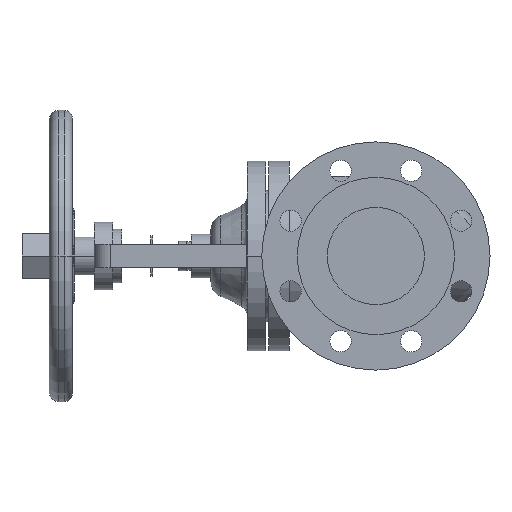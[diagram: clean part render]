
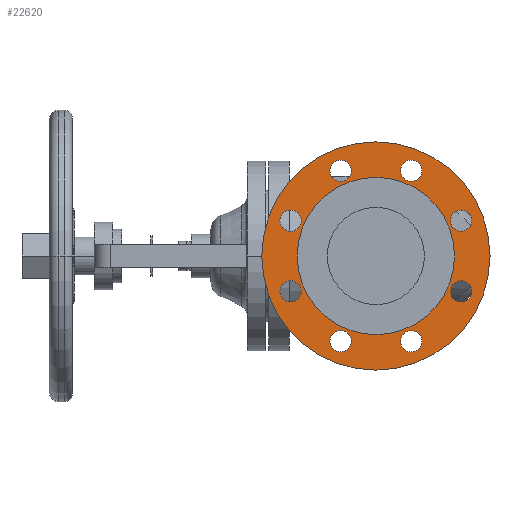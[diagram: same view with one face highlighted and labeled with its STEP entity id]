
A CAD part, left-side view. The second image highlights one B-rep face of the part: STEP entity #22620.
In plain terms, the highlighted planar face has unit normal (-1, 0, 0).
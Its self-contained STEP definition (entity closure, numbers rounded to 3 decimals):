
#11060=CARTESIAN_POINT('',(4.4,0.,-117.5));
#11070=VERTEX_POINT('',#11060);
#11100=CARTESIAN_POINT('',(4.4,0.,0.));
#11110=DIRECTION('',(1.,0.,0.));
#11120=DIRECTION('',(0.,0.,-1.));
#11130=AXIS2_PLACEMENT_3D('',#11100,#11110,#11120);
#11140=CIRCLE('',#11130,117.5);
#11150=CARTESIAN_POINT('',(4.4,0.,117.5)
);
#11160=VERTEX_POINT('',#11150);
#11170=EDGE_CURVE('',#11160,#11070,#11140,.T.);
#11550=CARTESIAN_POINT('',(4.4,36.355,
-76.769));
#11560=VERTEX_POINT('',#11550);
#11720=CARTESIAN_POINT('',(4.4,36.355,
-98.769));
#11730=VERTEX_POINT('',#11720);
#11760=CARTESIAN_POINT('',(4.4,36.355,
-87.769));
#11770=DIRECTION('',(-1.,0.,0.));
#11780=DIRECTION('',(0.,0.,-1.));
#11790=AXIS2_PLACEMENT_3D('',#11760,#11770,#11780);
#11800=CIRCLE('',#11790,11.);
#11810=EDGE_CURVE('',#11560,#11730,#11800,.T.);
#12040=CARTESIAN_POINT('',(4.4,-36.355,
-98.769));
#12050=VERTEX_POINT('',#12040);
#12210=CARTESIAN_POINT('',(4.4,-36.355,
-76.769));
#12220=VERTEX_POINT('',#12210);
#12250=CARTESIAN_POINT('',(4.4,-36.355,
-87.769));
#12260=DIRECTION('',(-1.,0.,0.));
#12270=DIRECTION('',(0.,0.,-1.));
#12280=AXIS2_PLACEMENT_3D('',#12250,#12260,#12270);
#12290=CIRCLE('',#12280,11.);
#12300=EDGE_CURVE('',#12050,#12220,#12290,.T.);
#12530=CARTESIAN_POINT('',(4.4,87.769,
-47.355));
#12540=VERTEX_POINT('',#12530);
#12700=CARTESIAN_POINT('',(4.4,87.769,
-25.355));
#12710=VERTEX_POINT('',#12700);
#12740=CARTESIAN_POINT('',(4.4,87.769,
-36.355));
#12750=DIRECTION('',(-1.,0.,0.));
#12760=DIRECTION('',(0.,0.,-1.));
#12770=AXIS2_PLACEMENT_3D('',#12740,#12750,#12760);
#12780=CIRCLE('',#12770,11.);
#12790=EDGE_CURVE('',#12540,#12710,#12780,.T.);
#13020=CARTESIAN_POINT('',(4.4,-87.769,
-47.355));
#13030=VERTEX_POINT('',#13020);
#13060=CARTESIAN_POINT('',(4.4,-87.769,
-36.355));
#13070=DIRECTION('',(-1.,0.,0.));
#13080=DIRECTION('',(0.,0.,-1.));
#13090=AXIS2_PLACEMENT_3D('',#13060,#13070,#13080);
#13100=CIRCLE('',#13090,11.);
#13110=CARTESIAN_POINT('',(4.4,-87.769,
-25.355));
#13120=VERTEX_POINT('',#13110);
#13130=EDGE_CURVE('',#13120,#13030,#13100,.T.);
#13510=CARTESIAN_POINT('',(4.4,87.769,
47.355));
#13520=VERTEX_POINT('',#13510);
#13550=CARTESIAN_POINT('',(4.4,87.769,
36.355));
#13560=DIRECTION('',(-1.,0.,0.));
#13570=DIRECTION('',(0.,0.,-1.));
#13580=AXIS2_PLACEMENT_3D('',#13550,#13560,#13570);
#13590=CIRCLE('',#13580,11.);
#13600=CARTESIAN_POINT('',(4.4,87.769,
25.355));
#13610=VERTEX_POINT('',#13600);
#13620=EDGE_CURVE('',#13610,#13520,#13590,.T.);
#14000=CARTESIAN_POINT('',(4.4,-87.769,
47.355));
#14010=VERTEX_POINT('',#14000);
#14170=CARTESIAN_POINT('',(4.4,-87.769,
25.355));
#14180=VERTEX_POINT('',#14170);
#14210=CARTESIAN_POINT('',(4.4,-87.769,
36.355));
#14220=DIRECTION('',(-1.,0.,0.));
#14230=DIRECTION('',(0.,0.,-1.));
#14240=AXIS2_PLACEMENT_3D('',#14210,#14220,#14230);
#14250=CIRCLE('',#14240,11.);
#14260=EDGE_CURVE('',#14010,#14180,#14250,.T.);
#14490=CARTESIAN_POINT('',(4.4,36.355,
98.769));
#14500=VERTEX_POINT('',#14490);
#14530=CARTESIAN_POINT('',(4.4,36.355,
87.769));
#14540=DIRECTION('',(-1.,0.,0.));
#14550=DIRECTION('',(0.,0.,-1.));
#14560=AXIS2_PLACEMENT_3D('',#14530,#14540,#14550);
#14570=CIRCLE('',#14560,11.);
#14580=CARTESIAN_POINT('',(4.4,36.355,
76.769));
#14590=VERTEX_POINT('',#14580);
#14600=EDGE_CURVE('',#14590,#14500,#14570,.T.);
#14980=CARTESIAN_POINT('',(4.4,-36.355,
98.769));
#14990=VERTEX_POINT('',#14980);
#15150=CARTESIAN_POINT('',(4.4,-36.355,
76.769));
#15160=VERTEX_POINT('',#15150);
#15190=CARTESIAN_POINT('',(4.4,-36.355,
87.769));
#15200=DIRECTION('',(-1.,0.,0.));
#15210=DIRECTION('',(0.,0.,-1.));
#15220=AXIS2_PLACEMENT_3D('',#15190,#15200,#15210);
#15230=CIRCLE('',#15220,11.);
#15240=EDGE_CURVE('',#14990,#15160,#15230,.T.);
#15470=CARTESIAN_POINT('',(4.4,81.,0.));
#15480=VERTEX_POINT('',#15470);
#15510=CARTESIAN_POINT('',(4.4,0.,0.));
#15520=DIRECTION('',(-1.,0.,0.));
#15530=DIRECTION('',(0.,1.,0.));
#15540=AXIS2_PLACEMENT_3D('',#15510,#15520,#15530);
#15550=CIRCLE('',#15540,81.);
#15560=CARTESIAN_POINT('',(4.4,-81.,0.));
#15570=VERTEX_POINT('',#15560);
#15580=EDGE_CURVE('',#15570,#15480,#15550,.T.);
#22030=CARTESIAN_POINT('',(4.4,99.25,0.)
);
#22040=DIRECTION('',(1.,0.,0.));
#22050=DIRECTION('',(0.,-1.,0.));
#22060=AXIS2_PLACEMENT_3D('',#22030,#22040,#22050);
#22070=PLANE('',#22060);
#22080=EDGE_CURVE('',#15480,#15570,#15550,.T.);
#22090=ORIENTED_EDGE('',*,*,#22080,.F.);
#22100=ORIENTED_EDGE('',*,*,#15580,.F.);
#22110=EDGE_LOOP('',(#22100,#22090));
#22120=FACE_BOUND('',#22110,.T.);
#22130=CARTESIAN_POINT('',(4.4,117.5,0.)
);
#22140=VERTEX_POINT('',#22130);
#22150=EDGE_CURVE('',#22140,#11160,#11140,.T.);
#22160=ORIENTED_EDGE('',*,*,#22150,.F.);
#22170=ORIENTED_EDGE('',*,*,#11170,.F.);
#22180=EDGE_CURVE('',#11070,#22140,#11140,.T.);
#22190=ORIENTED_EDGE('',*,*,#22180,.F.);
#22200=EDGE_LOOP('',(#22190,#22170,#22160));
#22210=FACE_OUTER_BOUND('',#22200,.T.);
#22220=EDGE_CURVE('',#11730,#11560,#11800,.T.);
#22230=ORIENTED_EDGE('',*,*,#22220,.F.);
#22240=ORIENTED_EDGE('',*,*,#11810,.F.);
#22250=EDGE_LOOP('',(#22240,#22230));
#22260=FACE_BOUND('',#22250,.T.);
#22270=EDGE_CURVE('',#12220,#12050,#12290,.T.);
#22280=ORIENTED_EDGE('',*,*,#22270,.F.);
#22290=ORIENTED_EDGE('',*,*,#12300,.F.);
#22300=EDGE_LOOP('',(#22290,#22280));
#22310=FACE_BOUND('',#22300,.T.);
#22320=EDGE_CURVE('',#12710,#12540,#12780,.T.);
#22330=ORIENTED_EDGE('',*,*,#22320,.F.);
#22340=ORIENTED_EDGE('',*,*,#12790,.F.);
#22350=EDGE_LOOP('',(#22340,#22330));
#22360=FACE_BOUND('',#22350,.T.);
#22370=EDGE_CURVE('',#13030,#13120,#13100,.T.);
#22380=ORIENTED_EDGE('',*,*,#22370,.F.);
#22390=ORIENTED_EDGE('',*,*,#13130,.F.);
#22400=EDGE_LOOP('',(#22390,#22380));
#22410=FACE_BOUND('',#22400,.T.);
#22420=EDGE_CURVE('',#13520,#13610,#13590,.T.);
#22430=ORIENTED_EDGE('',*,*,#22420,.F.);
#22440=ORIENTED_EDGE('',*,*,#13620,.F.);
#22450=EDGE_LOOP('',(#22440,#22430));
#22460=FACE_BOUND('',#22450,.T.);
#22470=EDGE_CURVE('',#14180,#14010,#14250,.T.);
#22480=ORIENTED_EDGE('',*,*,#22470,.F.);
#22490=ORIENTED_EDGE('',*,*,#14260,.F.);
#22500=EDGE_LOOP('',(#22490,#22480));
#22510=FACE_BOUND('',#22500,.T.);
#22520=ORIENTED_EDGE('',*,*,#14600,.F.);
#22530=EDGE_CURVE('',#14500,#14590,#14570,.T.);
#22540=ORIENTED_EDGE('',*,*,#22530,.F.);
#22550=EDGE_LOOP('',(#22540,#22520));
#22560=FACE_BOUND('',#22550,.T.);
#22570=EDGE_CURVE('',#15160,#14990,#15230,.T.);
#22580=ORIENTED_EDGE('',*,*,#22570,.F.);
#22590=ORIENTED_EDGE('',*,*,#15240,.F.);
#22600=EDGE_LOOP('',(#22590,#22580));
#22610=FACE_BOUND('',#22600,.T.);
#22620=ADVANCED_FACE('',(#22120,#22210,#22260,#22310,#22360,#22410,
#22460,#22510,#22560,#22610),#22070,.F.);
